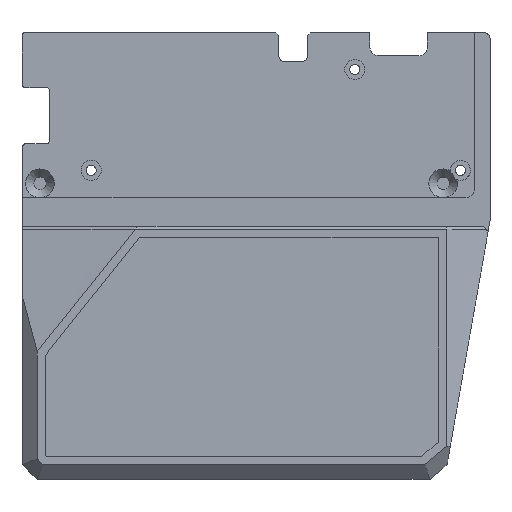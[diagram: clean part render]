
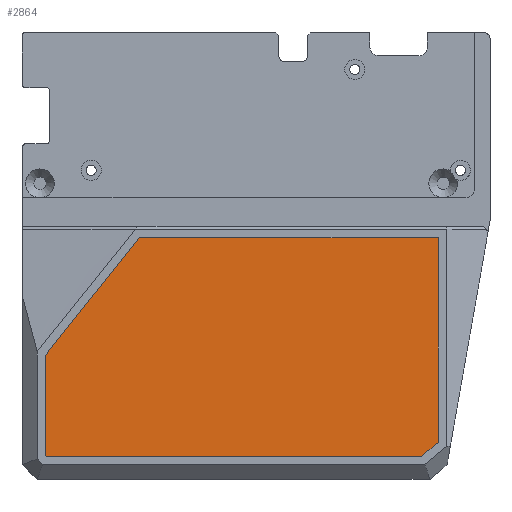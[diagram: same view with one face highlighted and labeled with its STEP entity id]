
A CAD part, top view. The second image highlights one B-rep face of the part: STEP entity #2864.
In plain terms, the highlighted planar face has unit normal (0, 0, 1).
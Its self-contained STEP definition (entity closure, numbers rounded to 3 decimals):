
#178=PLANE('',#3115);
#339=FACE_OUTER_BOUND('',#519,.T.);
#519=EDGE_LOOP('',(#2643,#2644,#2645,#2646,#2647,#2648,#2649));
#613=LINE('',#4256,#913);
#617=LINE('',#4263,#917);
#620=LINE('',#4269,#920);
#622=LINE('',#4274,#922);
#814=LINE('',#4817,#1114);
#820=LINE('',#4826,#1120);
#822=LINE('',#4830,#1122);
#913=VECTOR('',#3368,10.);
#917=VECTOR('',#3374,10.);
#920=VECTOR('',#3379,10.);
#922=VECTOR('',#3383,10.);
#1114=VECTOR('',#3891,10.);
#1120=VECTOR('',#3903,10.);
#1122=VECTOR('',#3909,10.);
#1309=VERTEX_POINT('',#4253);
#1310=VERTEX_POINT('',#4255);
#1312=VERTEX_POINT('',#4261);
#1314=VERTEX_POINT('',#4267);
#1316=VERTEX_POINT('',#4273);
#1460=VERTEX_POINT('',#4814);
#1461=VERTEX_POINT('',#4816);
#1600=EDGE_CURVE('',#1309,#1310,#613,.T.);
#1604=EDGE_CURVE('',#1312,#1309,#617,.T.);
#1607=EDGE_CURVE('',#1314,#1312,#620,.T.);
#1609=EDGE_CURVE('',#1310,#1316,#622,.T.);
#1855=EDGE_CURVE('',#1460,#1461,#814,.T.);
#1861=EDGE_CURVE('',#1461,#1314,#820,.T.);
#1863=EDGE_CURVE('',#1316,#1460,#822,.T.);
#2643=ORIENTED_EDGE('',*,*,#1861,.F.);
#2644=ORIENTED_EDGE('',*,*,#1855,.F.);
#2645=ORIENTED_EDGE('',*,*,#1863,.F.);
#2646=ORIENTED_EDGE('',*,*,#1609,.F.);
#2647=ORIENTED_EDGE('',*,*,#1600,.F.);
#2648=ORIENTED_EDGE('',*,*,#1604,.F.);
#2649=ORIENTED_EDGE('',*,*,#1607,.F.);
#2864=ADVANCED_FACE('',(#339),#178,.F.);
#3115=AXIS2_PLACEMENT_3D('',#4829,#3907,#3908);
#3368=DIRECTION('',(-0.707,0.707,0.));
#3374=DIRECTION('',(-1.,0.,0.));
#3379=DIRECTION('',(-0.766,-0.643,0.));
#3383=DIRECTION('',(0.,1.,0.));
#3891=DIRECTION('',(1.,0.,0.));
#3903=DIRECTION('',(0.,-1.,0.));
#3907=DIRECTION('center_axis',(0.,0.,-1.));
#3908=DIRECTION('ref_axis',(-1.,0.,0.));
#3909=DIRECTION('',(0.625,0.781,0.));
#4253=CARTESIAN_POINT('',(166.901,-89.975,3.9));
#4255=CARTESIAN_POINT('',(166.588,-89.661,3.9));
#4256=CARTESIAN_POINT('',(166.588,-89.661,3.9));
#4261=CARTESIAN_POINT('',(297.445,-89.975,3.9));
#4263=CARTESIAN_POINT('',(166.901,-89.975,3.9));
#4267=CARTESIAN_POINT('',(303.225,-85.125,3.9));
#4269=CARTESIAN_POINT('',(297.445,-89.975,3.9));
#4273=CARTESIAN_POINT('',(166.588,-54.777,3.9));
#4274=CARTESIAN_POINT('',(166.588,-54.777,3.9));
#4814=CARTESIAN_POINT('',(199.229,-13.975,3.9));
#4816=CARTESIAN_POINT('',(303.225,-13.975,3.9));
#4817=CARTESIAN_POINT('',(303.225,-13.975,3.9));
#4826=CARTESIAN_POINT('',(303.225,-85.125,3.9));
#4829=CARTESIAN_POINT('Origin',(234.906,-51.975,3.9));
#4830=CARTESIAN_POINT('',(199.229,-13.975,3.9));
